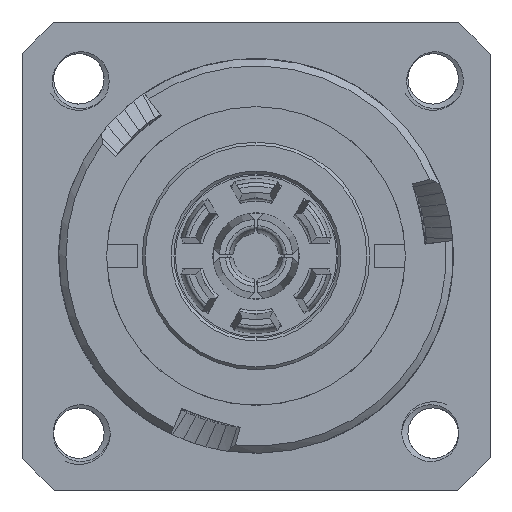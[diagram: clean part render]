
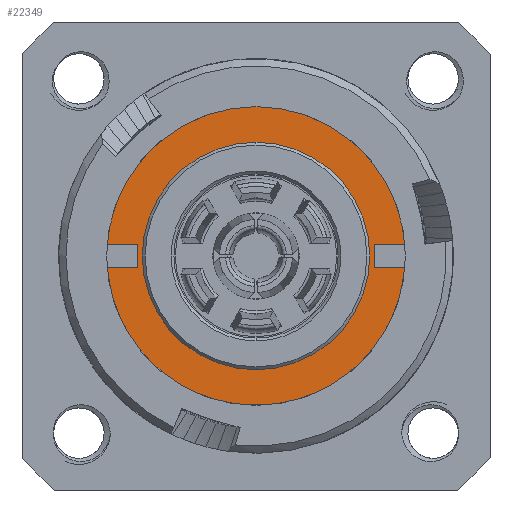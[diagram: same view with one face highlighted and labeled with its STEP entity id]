
A CAD part, left-side view. The second image highlights one B-rep face of the part: STEP entity #22349.
In plain terms, the highlighted planar face has unit normal (-1, 0, 0).
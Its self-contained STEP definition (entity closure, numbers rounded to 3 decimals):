
#6380=CARTESIAN_POINT('',(14.,0.,0.));
#6381=DIRECTION('',(1.,0.,0.));
#6382=DIRECTION('',(0.,-0.997,0.08));
#6383=AXIS2_PLACEMENT_3D('',#6380,#6381,#6382);
#6385=CARTESIAN_POINT('',(14.,0.,0.));
#6386=DIRECTION('',(-1.,0.,0.));
#6387=DIRECTION('',(0.,-1.,0.));
#6388=AXIS2_PLACEMENT_3D('',#6385,#6386,#6387);
#6390=CARTESIAN_POINT('',(14.,0.,0.));
#6391=DIRECTION('',(1.,0.,0.));
#6392=DIRECTION('',(0.,-1.,0.));
#6393=AXIS2_PLACEMENT_3D('',#6390,#6391,#6392);
#6411=CARTESIAN_POINT('',(14.,0.,0.));
#6412=DIRECTION('',(-1.,0.,0.));
#6413=DIRECTION('',(0.,-0.997,0.08));
#6414=AXIS2_PLACEMENT_3D('',#6411,#6412,#6413);
#8246=CARTESIAN_POINT('',(14.,-7.9,0.));
#8247=CARTESIAN_POINT('',(14.,7.9,0.));
#8248=VERTEX_POINT('',#8246);
#8249=VERTEX_POINT('',#8247);
#8772=CARTESIAN_POINT('',(14.,10.342,0.825));
#8773=VERTEX_POINT('',#8772);
#8778=CARTESIAN_POINT('',(14.,-10.342,0.825));
#8779=VERTEX_POINT('',#8778);
#22333=CARTESIAN_POINT('',(14.,0.,0.));
#22334=DIRECTION('',(-1.,0.,0.));
#22335=DIRECTION('',(0.,1.,0.));
#22336=AXIS2_PLACEMENT_3D('',#22333,#22334,#22335);
#22337=PLANE('312',#22336);
#22339=ORIENTED_EDGE('1425',*,*,#22338,.F.);
#22340=ORIENTED_EDGE('1434',*,*,#22300,.T.);
#22341=EDGE_LOOP('312',(#22339,#22340));
#22342=FACE_OUTER_BOUND('312',#22341,.F.);
#22344=ORIENTED_EDGE('844',*,*,#22343,.T.);
#22346=ORIENTED_EDGE('843',*,*,#22345,.F.);
#22347=EDGE_LOOP('312',(#22344,#22346));
#22348=FACE_BOUND('312',#22347,.F.);
#6384=CIRCLE('1434',#6383,10.375);
#6389=CIRCLE('844',#6388,7.9);
#6394=CIRCLE('843',#6393,7.9);
#6415=CIRCLE('1425',#6414,10.375);
#22300=EDGE_CURVE('1434',#8779,#8773,#6384,.T.);
#22338=EDGE_CURVE('1425',#8779,#8773,#6415,.T.);
#22343=EDGE_CURVE('844',#8248,#8249,#6389,.T.);
#22345=EDGE_CURVE('843',#8248,#8249,#6394,.T.);
#22349=ADVANCED_FACE('312',(#22342,#22348),#22337,.T.);
